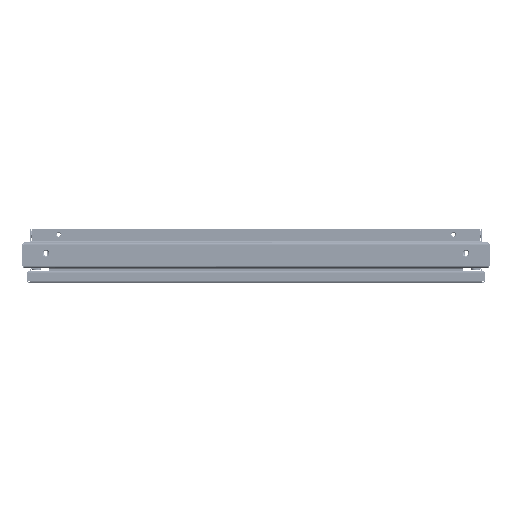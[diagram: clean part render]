
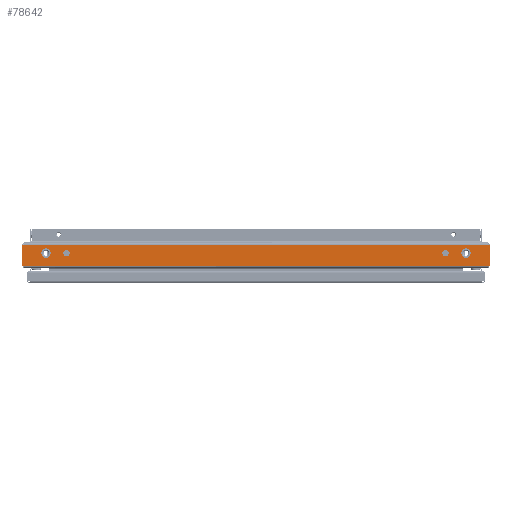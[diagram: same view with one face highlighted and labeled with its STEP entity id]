
A CAD part, front view. The second image highlights one B-rep face of the part: STEP entity #78642.
In plain terms, the highlighted face is planar.
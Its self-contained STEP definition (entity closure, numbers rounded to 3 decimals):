
#577 = CARTESIAN_POINT ( 'NONE',  ( 400., 18., 0. ) ) ;
#1936 = FACE_BOUND ( 'NONE', #59906, .T. ) ;
#2918 = PLANE ( 'NONE',  #15716 ) ;
#3406 = FACE_OUTER_BOUND ( 'NONE', #30611, .T. ) ;
#4088 = AXIS2_PLACEMENT_3D ( 'NONE', #12243, #65209, #79213 ) ;
#4762 = DIRECTION ( 'NONE',  ( -1., 0., 0. ) ) ;
#5011 = VERTEX_POINT ( 'NONE', #51686 ) ;
#6459 = CARTESIAN_POINT ( 'NONE',  ( -400., 18., 0. ) ) ;
#7482 = AXIS2_PLACEMENT_3D ( 'NONE', #83503, #8539, #30063 ) ;
#8127 = ORIENTED_EDGE ( 'NONE', *, *, #35499, .T. ) ;
#8265 = AXIS2_PLACEMENT_3D ( 'NONE', #41281, #25823, #70303 ) ;
#8539 = DIRECTION ( 'NONE',  ( 0., 0., 1. ) ) ;
#8685 = CARTESIAN_POINT ( 'NONE',  ( 330., -3.319, 0. ) ) ;
#8932 = ORIENTED_EDGE ( 'NONE', *, *, #70405, .T. ) ;
#9854 = CIRCLE ( 'NONE', #8265, 8. ) ;
#10993 = VERTEX_POINT ( 'NONE', #85186 ) ;
#11424 = DIRECTION ( 'NONE',  ( -1., 0., 0. ) ) ;
#12185 = VECTOR ( 'NONE', #77072, 1000. ) ;
#12243 = CARTESIAN_POINT ( 'NONE',  ( -324.5, -3.319, 0. ) ) ;
#12296 = CARTESIAN_POINT ( 'NONE',  ( 359.5, -3.319, 0. ) ) ;
#12695 = LINE ( 'NONE', #51132, #22262 ) ;
#13180 = DIRECTION ( 'NONE',  ( 1., 0., 0. ) ) ;
#13529 = CARTESIAN_POINT ( 'NONE',  ( 324.5, -3.319, 0. ) ) ;
#14495 = CARTESIAN_POINT ( 'NONE',  ( 319., -3.319, 0. ) ) ;
#14520 = DIRECTION ( 'NONE',  ( 0., 0., -1. ) ) ;
#15677 = CIRCLE ( 'NONE', #77879, 8. ) ;
#15716 = AXIS2_PLACEMENT_3D ( 'NONE', #25940, #70914, #11424 ) ;
#17154 = CARTESIAN_POINT ( 'NONE',  ( 400., -18., 0. ) ) ;
#17352 = CARTESIAN_POINT ( 'NONE',  ( 351.5, -3.319, 0. ) ) ;
#17632 = DIRECTION ( 'NONE',  ( 0., -1., 0. ) ) ;
#19745 = EDGE_CURVE ( 'NONE', #22257, #65433, #96834, .T. ) ;
#21149 = LINE ( 'NONE', #35136, #67746 ) ;
#22257 = VERTEX_POINT ( 'NONE', #56741 ) ;
#22262 = VECTOR ( 'NONE', #13180, 1000. ) ;
#22511 = DIRECTION ( 'NONE',  ( -1., 0., 0. ) ) ;
#24394 = VERTEX_POINT ( 'NONE', #90462 ) ;
#24396 = DIRECTION ( 'NONE',  ( 0., 1., 0. ) ) ;
#25823 = DIRECTION ( 'NONE',  ( 0., 0., 1. ) ) ;
#25940 = CARTESIAN_POINT ( 'NONE',  ( 0., 0., 0. ) ) ;
#26489 = ORIENTED_EDGE ( 'NONE', *, *, #96511, .T. ) ;
#28487 = LINE ( 'NONE', #36961, #84604 ) ;
#28982 = DIRECTION ( 'NONE',  ( -1., 0., 0. ) ) ;
#29015 = DIRECTION ( 'NONE',  ( -1., 0., 0. ) ) ;
#29035 = CIRCLE ( 'NONE', #33807, 5.5 ) ;
#29066 = ORIENTED_EDGE ( 'NONE', *, *, #32468, .T. ) ;
#30063 = DIRECTION ( 'NONE',  ( 1., 0., 0. ) ) ;
#30611 = EDGE_LOOP ( 'NONE', ( #69622, #26489, #88718, #52091, #8127, #79032, #84345, #82623 ) ) ;
#32087 = DIRECTION ( 'NONE',  ( 0., 0., -1. ) ) ;
#32468 = EDGE_CURVE ( 'NONE', #81088, #86806, #69183, .T. ) ;
#32529 = VERTEX_POINT ( 'NONE', #73987 ) ;
#32814 = CARTESIAN_POINT ( 'NONE',  ( -319., -3.319, 0. ) ) ;
#33283 = CARTESIAN_POINT ( 'NONE',  ( 400., 18., 0. ) ) ;
#33807 = AXIS2_PLACEMENT_3D ( 'NONE', #53405, #75425, #83409 ) ;
#35136 = CARTESIAN_POINT ( 'NONE',  ( -400., -18., 0. ) ) ;
#35499 = EDGE_CURVE ( 'NONE', #44527, #51526, #75557, .T. ) ;
#35745 = DIRECTION ( 'NONE',  ( -1., 0., 0. ) ) ;
#36476 = CARTESIAN_POINT ( 'NONE',  ( 324.5, -3.319, 0. ) ) ;
#36961 = CARTESIAN_POINT ( 'NONE',  ( 400., 18., 0. ) ) ;
#38797 = VECTOR ( 'NONE', #24396, 1000. ) ;
#41281 = CARTESIAN_POINT ( 'NONE',  ( -359.5, -3.319, 0. ) ) ;
#42078 = VERTEX_POINT ( 'NONE', #53248 ) ;
#42312 = VERTEX_POINT ( 'NONE', #6459 ) ;
#42356 = VECTOR ( 'NONE', #4762, 1000. ) ;
#44297 = ORIENTED_EDGE ( 'NONE', *, *, #72131, .T. ) ;
#44527 = VERTEX_POINT ( 'NONE', #65293 ) ;
#45631 = EDGE_LOOP ( 'NONE', ( #60784, #94054 ) ) ;
#46059 = DIRECTION ( 'NONE',  ( -1., 0., 0. ) ) ;
#46088 = DIRECTION ( 'NONE',  ( -1., 0., 0. ) ) ;
#46847 = LINE ( 'NONE', #55827, #38797 ) ;
#47908 = FACE_BOUND ( 'NONE', #62365, .T. ) ;
#48057 = AXIS2_PLACEMENT_3D ( 'NONE', #12296, #50739, #35745 ) ;
#48463 = AXIS2_PLACEMENT_3D ( 'NONE', #13529, #14520, #29015 ) ;
#49151 = ORIENTED_EDGE ( 'NONE', *, *, #62783, .F. ) ;
#50739 = DIRECTION ( 'NONE',  ( 0., 0., -1. ) ) ;
#51132 = CARTESIAN_POINT ( 'NONE',  ( -400., -18., 0. ) ) ;
#51526 = VERTEX_POINT ( 'NONE', #78363 ) ;
#51686 = CARTESIAN_POINT ( 'NONE',  ( -400., -18., 0. ) ) ;
#52091 = ORIENTED_EDGE ( 'NONE', *, *, #84164, .T. ) ;
#53248 = CARTESIAN_POINT ( 'NONE',  ( -398., 18., 0. ) ) ;
#53405 = CARTESIAN_POINT ( 'NONE',  ( -324.5, -3.319, 0. ) ) ;
#54037 = VECTOR ( 'NONE', #17632, 1000. ) ;
#55827 = CARTESIAN_POINT ( 'NONE',  ( 400., -22., 0. ) ) ;
#55902 = FACE_BOUND ( 'NONE', #70404, .T. ) ;
#56221 = EDGE_CURVE ( 'NONE', #10993, #58507, #91146, .T. ) ;
#56741 = CARTESIAN_POINT ( 'NONE',  ( -367.5, -3.319, 0. ) ) ;
#58507 = VERTEX_POINT ( 'NONE', #17352 ) ;
#58513 = VERTEX_POINT ( 'NONE', #32814 ) ;
#59906 = EDGE_LOOP ( 'NONE', ( #8932, #29066 ) ) ;
#60303 = CARTESIAN_POINT ( 'NONE',  ( -351.5, -3.319, 0. ) ) ;
#60784 = ORIENTED_EDGE ( 'NONE', *, *, #82929, .F. ) ;
#62128 = VERTEX_POINT ( 'NONE', #17154 ) ;
#62365 = EDGE_LOOP ( 'NONE', ( #93299, #44297 ) ) ;
#62554 = CARTESIAN_POINT ( 'NONE',  ( -400., -18., 0. ) ) ;
#62580 = LINE ( 'NONE', #86061, #54037 ) ;
#62783 = EDGE_CURVE ( 'NONE', #58513, #86927, #66381, .T. ) ;
#65209 = DIRECTION ( 'NONE',  ( 0., 0., 1. ) ) ;
#65293 = CARTESIAN_POINT ( 'NONE',  ( 400., 18., 0. ) ) ;
#65433 = VERTEX_POINT ( 'NONE', #60303 ) ;
#65735 = LINE ( 'NONE', #33283, #42356 ) ;
#66381 = CIRCLE ( 'NONE', #4088, 5.5 ) ;
#66527 = AXIS2_PLACEMENT_3D ( 'NONE', #36476, #90923, #22511 ) ;
#66691 = EDGE_CURVE ( 'NONE', #32529, #62128, #21149, .T. ) ;
#67687 = EDGE_CURVE ( 'NONE', #51526, #42078, #65735, .T. ) ;
#67746 = VECTOR ( 'NONE', #81596, 1000. ) ;
#69183 = CIRCLE ( 'NONE', #48463, 5.5 ) ;
#69622 = ORIENTED_EDGE ( 'NONE', *, *, #89499, .T. ) ;
#70303 = DIRECTION ( 'NONE',  ( 1., 0., 0. ) ) ;
#70404 = EDGE_LOOP ( 'NONE', ( #49151, #78656 ) ) ;
#70405 = EDGE_CURVE ( 'NONE', #86806, #81088, #95199, .T. ) ;
#70914 = DIRECTION ( 'NONE',  ( 0., 0., -1. ) ) ;
#72131 = EDGE_CURVE ( 'NONE', #58507, #10993, #15677, .T. ) ;
#72690 = EDGE_CURVE ( 'NONE', #42312, #5011, #62580, .T. ) ;
#73987 = CARTESIAN_POINT ( 'NONE',  ( 397.935, -18., 0. ) ) ;
#75425 = DIRECTION ( 'NONE',  ( 0., 0., 1. ) ) ;
#75557 = LINE ( 'NONE', #577, #87268 ) ;
#76481 = EDGE_CURVE ( 'NONE', #86927, #58513, #29035, .T. ) ;
#77072 = DIRECTION ( 'NONE',  ( 1., 0., 0. ) ) ;
#77077 = CARTESIAN_POINT ( 'NONE',  ( 359.5, -3.319, 0. ) ) ;
#77879 = AXIS2_PLACEMENT_3D ( 'NONE', #77077, #32087, #46088 ) ;
#78363 = CARTESIAN_POINT ( 'NONE',  ( 398., 18., 0. ) ) ;
#78642 = ADVANCED_FACE ( 'NONE', ( #47908, #1936, #78883, #55902, #3406 ), #2918, .F. ) ;
#78656 = ORIENTED_EDGE ( 'NONE', *, *, #76481, .F. ) ;
#78883 = FACE_BOUND ( 'NONE', #45631, .T. ) ;
#79032 = ORIENTED_EDGE ( 'NONE', *, *, #67687, .T. ) ;
#79213 = DIRECTION ( 'NONE',  ( 1., 0., 0. ) ) ;
#80903 = EDGE_CURVE ( 'NONE', #42078, #42312, #28487, .T. ) ;
#81088 = VERTEX_POINT ( 'NONE', #14495 ) ;
#81596 = DIRECTION ( 'NONE',  ( 1., 0., 0. ) ) ;
#82623 = ORIENTED_EDGE ( 'NONE', *, *, #72690, .T. ) ;
#82929 = EDGE_CURVE ( 'NONE', #65433, #22257, #9854, .T. ) ;
#83409 = DIRECTION ( 'NONE',  ( 1., 0., 0. ) ) ;
#83503 = CARTESIAN_POINT ( 'NONE',  ( -359.5, -3.319, 0. ) ) ;
#84164 = EDGE_CURVE ( 'NONE', #62128, #44527, #46847, .T. ) ;
#84345 = ORIENTED_EDGE ( 'NONE', *, *, #80903, .T. ) ;
#84604 = VECTOR ( 'NONE', #28982, 1000. ) ;
#85186 = CARTESIAN_POINT ( 'NONE',  ( 367.5, -3.319, 0. ) ) ;
#86034 = LINE ( 'NONE', #62554, #12185 ) ;
#86061 = CARTESIAN_POINT ( 'NONE',  ( -400., -22., 0. ) ) ;
#86806 = VERTEX_POINT ( 'NONE', #8685 ) ;
#86927 = VERTEX_POINT ( 'NONE', #94580 ) ;
#87268 = VECTOR ( 'NONE', #46059, 1000. ) ;
#88718 = ORIENTED_EDGE ( 'NONE', *, *, #66691, .T. ) ;
#89499 = EDGE_CURVE ( 'NONE', #5011, #24394, #86034, .T. ) ;
#90462 = CARTESIAN_POINT ( 'NONE',  ( -397.935, -18., 0. ) ) ;
#90923 = DIRECTION ( 'NONE',  ( 0., 0., -1. ) ) ;
#91146 = CIRCLE ( 'NONE', #48057, 8. ) ;
#93299 = ORIENTED_EDGE ( 'NONE', *, *, #56221, .T. ) ;
#94054 = ORIENTED_EDGE ( 'NONE', *, *, #19745, .F. ) ;
#94580 = CARTESIAN_POINT ( 'NONE',  ( -330., -3.319, 0. ) ) ;
#95199 = CIRCLE ( 'NONE', #66527, 5.5 ) ;
#96511 = EDGE_CURVE ( 'NONE', #24394, #32529, #12695, .T. ) ;
#96834 = CIRCLE ( 'NONE', #7482, 8. ) ;
